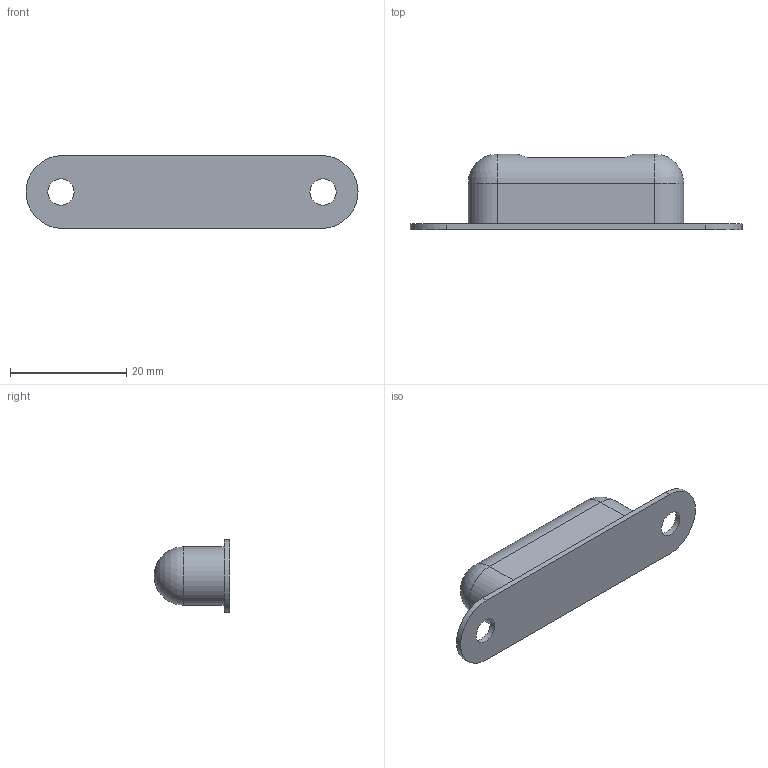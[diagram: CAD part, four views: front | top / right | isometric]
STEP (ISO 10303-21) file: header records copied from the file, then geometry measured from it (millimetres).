
FILE_DESCRIPTION( ( 'STEP AP214' ), '1' );
FILE_NAME( 'K1158.1571350.stp', '2020-12-10T10:29:27', ( '' ), ( '' ), ' ', 'PARTsolutions', ' ' );
FILE_SCHEMA( ( 'AUTOMOTIVE_DESIGN { 1 0 10303 214 1 1 1 1 }' ) );
Length unit declared in the file: millimetre
Products named in the file (1): _K1158.1571350
Bounding box: 57 x 13 x 12.5 mm (x, y, z)
Volume: 4352.8 mm3; surface area: 2288.5 mm2
Topology: 1 solids, 1 shells, 20 faces, 48 edges, 30 vertices
Faces by surface type: cylinder 9, plane 9, sphere 2
Full cylindrical faces by diameter (mm): 4.5 x2
Entity records: 780 total; most frequent: CARTESIAN_POINT 149, DIRECTION 98, ORIENTED_EDGE 84, EDGE_CURVE 42, AXIS2_PLACEMENT_3D 37, EDGE_LOOP 28, VERTEX_POINT 28, LINE 24
